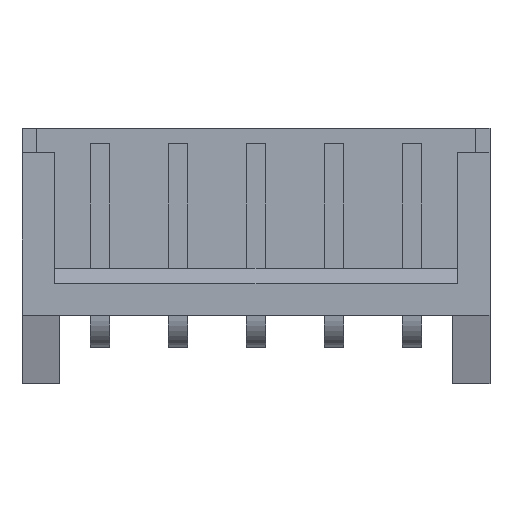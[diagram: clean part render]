
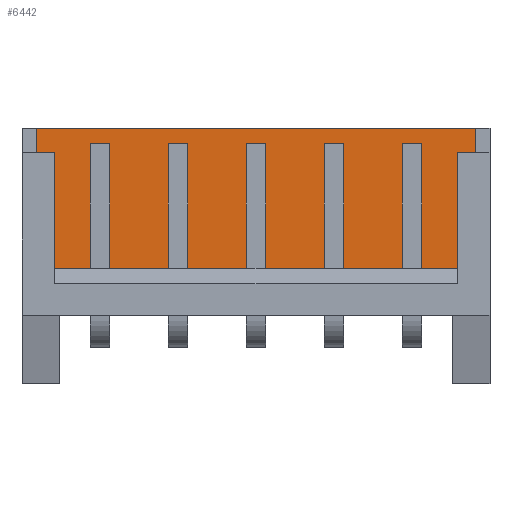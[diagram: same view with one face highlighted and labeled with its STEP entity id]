
A CAD part, top view. The second image highlights one B-rep face of the part: STEP entity #6442.
In plain terms, the highlighted planar face has unit normal (0, 0, 1).
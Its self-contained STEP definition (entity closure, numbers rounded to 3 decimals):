
#1730 = PLANE('',#1731);
#1731 = AXIS2_PLACEMENT_3D('',#1732,#1733,#1734);
#1732 = CARTESIAN_POINT('',(12.5,2.2,2.7));
#1733 = DIRECTION('',(0.,-1.,0.));
#1734 = DIRECTION('',(0.,0.,-1.));
#1786 = PLANE('',#1787);
#1787 = AXIS2_PLACEMENT_3D('',#1788,#1789,#1790);
#1788 = CARTESIAN_POINT('',(12.5,6.7,0.9));
#1789 = DIRECTION('',(0.,-1.,0.));
#1790 = DIRECTION('',(-1.,0.,0.));
#4543 = VERTEX_POINT('',#4544);
#4544 = CARTESIAN_POINT('',(-2.05,6.7,0.9));
#4558 = PLANE('',#4559);
#4559 = AXIS2_PLACEMENT_3D('',#4560,#4561,#4562);
#4560 = CARTESIAN_POINT('',(-2.05,6.7,0.9));
#4561 = DIRECTION('',(-1.,0.,0.));
#4562 = DIRECTION('',(0.,0.,1.));
#4570 = EDGE_CURVE('',#4571,#4543,#4573,.T.);
#4571 = VERTEX_POINT('',#4572);
#4572 = CARTESIAN_POINT('',(12.05,6.7,0.9));
#4573 = SURFACE_CURVE('',#4574,(#4578,#4585),.PCURVE_S1.);
#4574 = LINE('',#4575,#4576);
#4575 = CARTESIAN_POINT('',(12.5,6.7,0.9));
#4576 = VECTOR('',#4577,1.);
#4577 = DIRECTION('',(-1.,0.,0.));
#4578 = PCURVE('',#1786,#4579);
#4579 = DEFINITIONAL_REPRESENTATION('',(#4580),#4584);
#4580 = LINE('',#4581,#4582);
#4581 = CARTESIAN_POINT('',(0.,0.));
#4582 = VECTOR('',#4583,1.);
#4583 = DIRECTION('',(1.,0.));
#4584 = ( GEOMETRIC_REPRESENTATION_CONTEXT(2) 
PARAMETRIC_REPRESENTATION_CONTEXT() REPRESENTATION_CONTEXT('2D SPACE',''
  ) );
#4585 = PCURVE('',#4586,#4591);
#4586 = PLANE('',#4587);
#4587 = AXIS2_PLACEMENT_3D('',#4588,#4589,#4590);
#4588 = CARTESIAN_POINT('',(12.5,6.7,0.9));
#4589 = DIRECTION('',(0.,0.,-1.));
#4590 = DIRECTION('',(-1.,0.,0.));
#4591 = DEFINITIONAL_REPRESENTATION('',(#4592),#4596);
#4592 = LINE('',#4593,#4594);
#4593 = CARTESIAN_POINT('',(0.,0.));
#4594 = VECTOR('',#4595,1.);
#4595 = DIRECTION('',(1.,0.));
#4596 = ( GEOMETRIC_REPRESENTATION_CONTEXT(2) 
PARAMETRIC_REPRESENTATION_CONTEXT() REPRESENTATION_CONTEXT('2D SPACE',''
  ) );
#4614 = PLANE('',#4615);
#4615 = AXIS2_PLACEMENT_3D('',#4616,#4617,#4618);
#4616 = CARTESIAN_POINT('',(12.05,6.7,0.9));
#4617 = DIRECTION('',(1.,0.,0.));
#4618 = DIRECTION('',(0.,0.,-1.));
#5405 = VERTEX_POINT('',#5406);
#5406 = CARTESIAN_POINT('',(12.05,2.2,0.9));
#5427 = EDGE_CURVE('',#5405,#5428,#5430,.T.);
#5428 = VERTEX_POINT('',#5429);
#5429 = CARTESIAN_POINT('',(-2.05,2.2,0.9));
#5430 = SURFACE_CURVE('',#5431,(#5435,#5442),.PCURVE_S1.);
#5431 = LINE('',#5432,#5433);
#5432 = CARTESIAN_POINT('',(12.5,2.2,0.9));
#5433 = VECTOR('',#5434,1.);
#5434 = DIRECTION('',(-1.,0.,0.));
#5435 = PCURVE('',#1730,#5436);
#5436 = DEFINITIONAL_REPRESENTATION('',(#5437),#5441);
#5437 = LINE('',#5438,#5439);
#5438 = CARTESIAN_POINT('',(1.8,0.));
#5439 = VECTOR('',#5440,1.);
#5440 = DIRECTION('',(0.,-1.));
#5441 = ( GEOMETRIC_REPRESENTATION_CONTEXT(2) 
PARAMETRIC_REPRESENTATION_CONTEXT() REPRESENTATION_CONTEXT('2D SPACE',''
  ) );
#5442 = PCURVE('',#4586,#5443);
#5443 = DEFINITIONAL_REPRESENTATION('',(#5444),#5448);
#5444 = LINE('',#5445,#5446);
#5445 = CARTESIAN_POINT('',(0.,-4.5));
#5446 = VECTOR('',#5447,1.);
#5447 = DIRECTION('',(1.,0.));
#5448 = ( GEOMETRIC_REPRESENTATION_CONTEXT(2) 
PARAMETRIC_REPRESENTATION_CONTEXT() REPRESENTATION_CONTEXT('2D SPACE',''
  ) );
#6399 = EDGE_CURVE('',#4543,#5428,#6400,.T.);
#6400 = SURFACE_CURVE('',#6401,(#6405,#6412),.PCURVE_S1.);
#6401 = LINE('',#6402,#6403);
#6402 = CARTESIAN_POINT('',(-2.05,6.7,0.9));
#6403 = VECTOR('',#6404,1.);
#6404 = DIRECTION('',(0.,-1.,0.));
#6405 = PCURVE('',#4558,#6406);
#6406 = DEFINITIONAL_REPRESENTATION('',(#6407),#6411);
#6407 = LINE('',#6408,#6409);
#6408 = CARTESIAN_POINT('',(0.,0.));
#6409 = VECTOR('',#6410,1.);
#6410 = DIRECTION('',(0.,-1.));
#6411 = ( GEOMETRIC_REPRESENTATION_CONTEXT(2) 
PARAMETRIC_REPRESENTATION_CONTEXT() REPRESENTATION_CONTEXT('2D SPACE',''
  ) );
#6412 = PCURVE('',#4586,#6413);
#6413 = DEFINITIONAL_REPRESENTATION('',(#6414),#6418);
#6414 = LINE('',#6415,#6416);
#6415 = CARTESIAN_POINT('',(14.55,0.));
#6416 = VECTOR('',#6417,1.);
#6417 = DIRECTION('',(0.,-1.));
#6418 = ( GEOMETRIC_REPRESENTATION_CONTEXT(2) 
PARAMETRIC_REPRESENTATION_CONTEXT() REPRESENTATION_CONTEXT('2D SPACE',''
  ) );
#6442 = ADVANCED_FACE('',(#6443),#4586,.F.);
#6443 = FACE_BOUND('',#6444,.T.);
#6444 = EDGE_LOOP('',(#6445,#6446,#6447,#6468));
#6445 = ORIENTED_EDGE('',*,*,#6399,.T.);
#6446 = ORIENTED_EDGE('',*,*,#5427,.F.);
#6447 = ORIENTED_EDGE('',*,*,#6448,.F.);
#6448 = EDGE_CURVE('',#4571,#5405,#6449,.T.);
#6449 = SURFACE_CURVE('',#6450,(#6454,#6461),.PCURVE_S1.);
#6450 = LINE('',#6451,#6452);
#6451 = CARTESIAN_POINT('',(12.05,6.7,0.9));
#6452 = VECTOR('',#6453,1.);
#6453 = DIRECTION('',(0.,-1.,0.));
#6454 = PCURVE('',#4586,#6455);
#6455 = DEFINITIONAL_REPRESENTATION('',(#6456),#6460);
#6456 = LINE('',#6457,#6458);
#6457 = CARTESIAN_POINT('',(0.45,0.));
#6458 = VECTOR('',#6459,1.);
#6459 = DIRECTION('',(0.,-1.));
#6460 = ( GEOMETRIC_REPRESENTATION_CONTEXT(2) 
PARAMETRIC_REPRESENTATION_CONTEXT() REPRESENTATION_CONTEXT('2D SPACE',''
  ) );
#6461 = PCURVE('',#4614,#6462);
#6462 = DEFINITIONAL_REPRESENTATION('',(#6463),#6467);
#6463 = LINE('',#6464,#6465);
#6464 = CARTESIAN_POINT('',(0.,0.));
#6465 = VECTOR('',#6466,1.);
#6466 = DIRECTION('',(0.,-1.));
#6467 = ( GEOMETRIC_REPRESENTATION_CONTEXT(2) 
PARAMETRIC_REPRESENTATION_CONTEXT() REPRESENTATION_CONTEXT('2D SPACE',''
  ) );
#6468 = ORIENTED_EDGE('',*,*,#4570,.T.);
